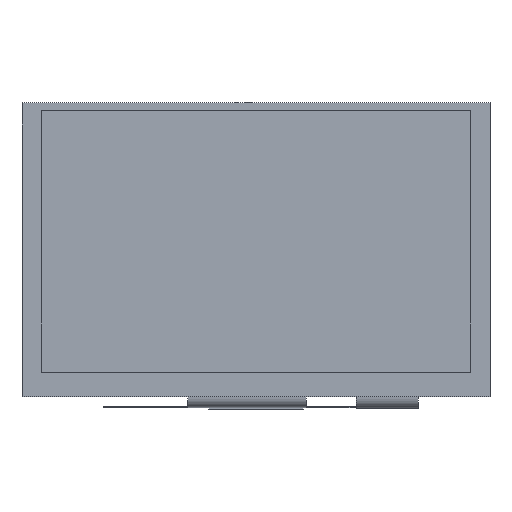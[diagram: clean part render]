
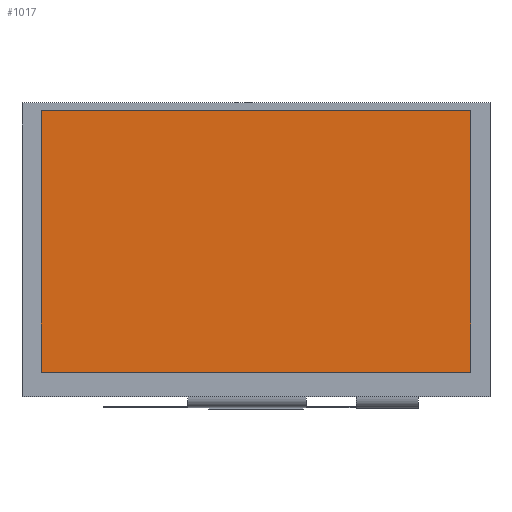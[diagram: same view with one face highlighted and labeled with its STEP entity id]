
A CAD part, top view. The second image highlights one B-rep face of the part: STEP entity #1017.
In plain terms, the highlighted planar face has unit normal (0, 0, 1).
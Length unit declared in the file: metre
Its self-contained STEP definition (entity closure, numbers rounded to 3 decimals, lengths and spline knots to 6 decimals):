
#112=ORIENTED_EDGE('',*,*,#362,.F.);
#113=ORIENTED_EDGE('',*,*,#365,.T.);
#114=ORIENTED_EDGE('',*,*,#367,.T.);
#115=ORIENTED_EDGE('',*,*,#368,.F.);
#362=EDGE_CURVE('',#494,#495,#588,.T.);
#365=EDGE_CURVE('',#494,#496,#591,.T.);
#367=EDGE_CURVE('',#496,#497,#593,.T.);
#368=EDGE_CURVE('',#495,#497,#594,.T.);
#494=VERTEX_POINT('',#1755);
#495=VERTEX_POINT('',#1757);
#496=VERTEX_POINT('',#1761);
#497=VERTEX_POINT('',#1765);
#588=LINE('',#1756,#720);
#591=LINE('',#1762,#723);
#593=LINE('',#1766,#725);
#594=LINE('',#1768,#726);
#720=VECTOR('',#1468,1.);
#723=VECTOR('',#1473,1.);
#725=VECTOR('',#1477,1.);
#726=VECTOR('',#1480,1.);
#818=EDGE_LOOP('',(#112,#113,#114,#115));
#874=FACE_BOUND('',#818,.T.);
#925=PLANE('',#1336);
#1017=ADVANCED_FACE('',(#874),#925,.T.);
#1336=AXIS2_PLACEMENT_3D('',#1769,#1481,#1482);
#1468=DIRECTION('',(1.,0.,0.));
#1473=DIRECTION('',(0.,-1.,0.));
#1477=DIRECTION('',(1.,0.,0.));
#1480=DIRECTION('',(0.,-1.,0.));
#1481=DIRECTION('',(0.,0.,1.));
#1482=DIRECTION('',(1.,0.,0.));
#1755=CARTESIAN_POINT('',(-0.05535,0.03589,0.005));
#1756=CARTESIAN_POINT('',(0.,0.03589,0.005));
#1757=CARTESIAN_POINT('',(0.05535,0.03589,0.005));
#1761=CARTESIAN_POINT('',(-0.05535,-0.03151,0.005));
#1762=CARTESIAN_POINT('',(-0.05535,0.00219,0.005));
#1765=CARTESIAN_POINT('',(0.05535,-0.03151,0.005));
#1766=CARTESIAN_POINT('',(0.,-0.03151,0.005));
#1768=CARTESIAN_POINT('',(0.05535,0.00219,0.005));
#1769=CARTESIAN_POINT('',(0.,0.,0.005));
